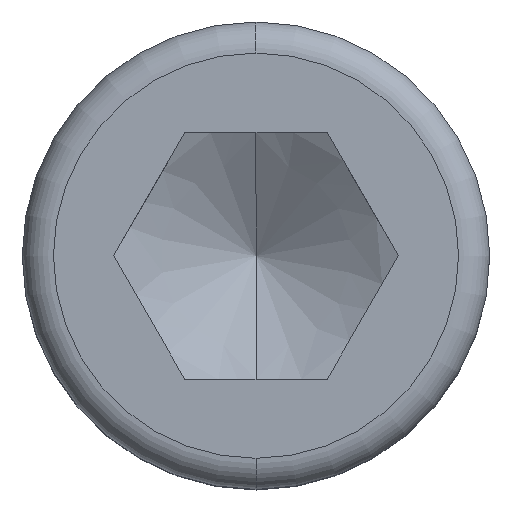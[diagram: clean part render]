
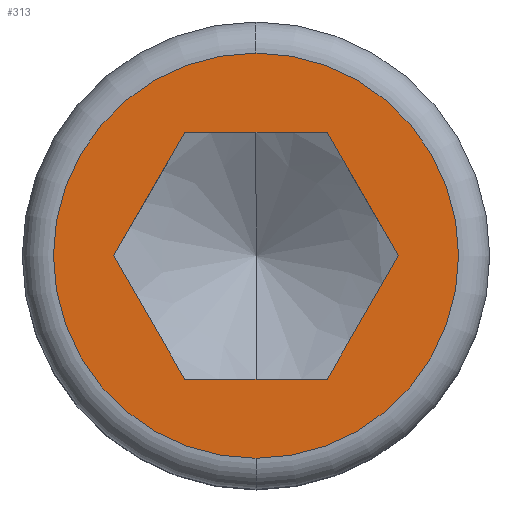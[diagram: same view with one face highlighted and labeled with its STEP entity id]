
A CAD part, top view. The second image highlights one B-rep face of the part: STEP entity #313.
In plain terms, the highlighted planar face has unit normal (0, 0, 1).
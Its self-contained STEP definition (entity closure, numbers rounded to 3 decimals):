
#167=VERTEX_POINT('',#404);
#203=VERTEX_POINT('',#443);
#205=EDGE_CURVE('',#215,#255,#445,.T.);
#215=VERTEX_POINT('',#458);
#217=EDGE_CURVE('',#283,#257,#460,.T.);
#225=VERTEX_POINT('',#468);
#241=EDGE_CURVE('',#255,#215,#485,.T.);
#251=EDGE_CURVE('',#257,#203,#497,.T.);
#255=VERTEX_POINT('',#501);
#257=VERTEX_POINT('',#503);
#263=EDGE_CURVE('',#319,#283,#510,.T.);
#283=VERTEX_POINT('',#531);
#309=EDGE_CURVE('',#167,#319,#561,.T.);
#313=ADVANCED_FACE('',(#566,#567),#568,.T.);
#319=VERTEX_POINT('',#575);
#335=EDGE_CURVE('',#203,#225,#592,.T.);
#351=EDGE_CURVE('',#225,#167,#610,.T.);
#404=CARTESIAN_POINT('',(5.485,-9.5,24.));
#443=CARTESIAN_POINT('',(5.485,9.5,24.));
#445=CIRCLE('',#730,15.6);
#458=CARTESIAN_POINT('',(0.,-15.6,24.0));
#460=LINE('',#747,#748);
#468=CARTESIAN_POINT('',(10.97,0.,24.));
#485=CIRCLE('',#797,15.6);
#497=LINE('',#810,#811);
#501=CARTESIAN_POINT('',(0.,15.6,24.0));
#503=CARTESIAN_POINT('',(-5.485,9.5,24.));
#510=LINE('',#826,#827);
#531=CARTESIAN_POINT('',(-10.97,0.0,24.));
#561=LINE('',#922,#923);
#566=FACE_BOUND('',#928,.T.);
#567=FACE_OUTER_BOUND('',#929,.T.);
#568=PLANE('',#930);
#575=CARTESIAN_POINT('',(-5.485,-9.5,24.));
#592=LINE('',#980,#981);
#610=LINE('',#1002,#1003);
#730=AXIS2_PLACEMENT_3D('',#1094,#1095,#1096);
#747=CARTESIAN_POINT('',(-6.856,7.125,24.));
#748=VECTOR('',#1125,1.0);
#797=AXIS2_PLACEMENT_3D('',#1138,#1139,#1140);
#810=CARTESIAN_POINT('',(2.743,9.5,24.));
#811=VECTOR('',#1155,1.0);
#826=CARTESIAN_POINT('',(-9.599,-2.375,24.));
#827=VECTOR('',#1166,1.0);
#922=CARTESIAN_POINT('',(-2.742,-9.5,24.));
#923=VECTOR('',#1220,1.0);
#928=EDGE_LOOP('',(#1230,#1231,#1232,#1233,#1234,#1235));
#929=EDGE_LOOP('',(#1236,#1237));
#930=AXIS2_PLACEMENT_3D('',#1238,#1239,#1240);
#980=CARTESIAN_POINT('',(9.599,2.375,24.));
#981=VECTOR('',#1260,1.0);
#1002=CARTESIAN_POINT('',(6.856,-7.125,24.));
#1003=VECTOR('',#1283,1.0);
#1094=CARTESIAN_POINT('',(0.,0.,24.0));
#1095=DIRECTION('',(0.0,0.0,1.0));
#1096=DIRECTION('',(-1.0,0.0,0.0));
#1125=DIRECTION('',(0.5,0.866,0.0));
#1138=CARTESIAN_POINT('',(0.,0.,24.0));
#1139=DIRECTION('',(0.0,0.0,1.0));
#1140=DIRECTION('',(-1.0,0.0,0.0));
#1155=DIRECTION('',(1.0,0.0,0.0));
#1166=DIRECTION('',(-0.5,0.866,0.0));
#1220=DIRECTION('',(-1.0,0.0,0.0));
#1230=ORIENTED_EDGE('',*,*,#263,.T.);
#1231=ORIENTED_EDGE('',*,*,#217,.T.);
#1232=ORIENTED_EDGE('',*,*,#251,.T.);
#1233=ORIENTED_EDGE('',*,*,#335,.T.);
#1234=ORIENTED_EDGE('',*,*,#351,.T.);
#1235=ORIENTED_EDGE('',*,*,#309,.T.);
#1236=ORIENTED_EDGE('',*,*,#205,.T.);
#1237=ORIENTED_EDGE('',*,*,#241,.T.);
#1238=CARTESIAN_POINT('',(0.,-14.485,24.0));
#1239=DIRECTION('',(0.0,0.0,1.0));
#1240=DIRECTION('',(0.,-1.0,0.0));
#1260=DIRECTION('',(0.5,-0.866,0.0));
#1283=DIRECTION('',(-0.5,-0.866,0.0));
